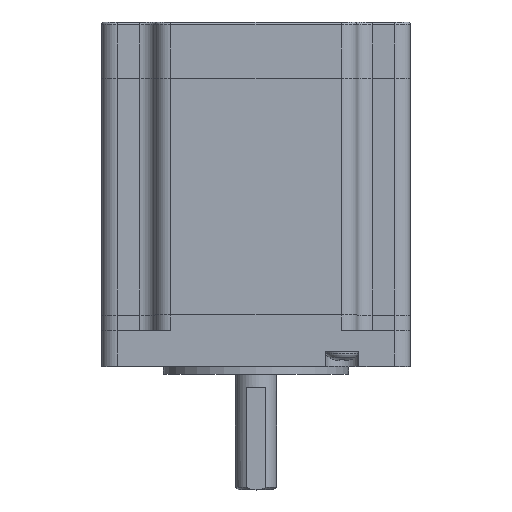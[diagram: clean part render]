
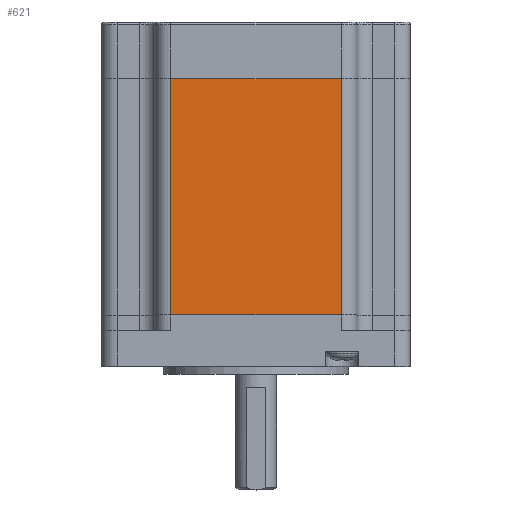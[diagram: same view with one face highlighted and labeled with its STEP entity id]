
A CAD part, top view. The second image highlights one B-rep face of the part: STEP entity #621.
In plain terms, the highlighted planar face has unit normal (0, 0, 1).
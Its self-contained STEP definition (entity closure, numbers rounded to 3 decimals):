
#621 = ADVANCED_FACE( '', ( #1310 ), #1311, .T. );
#1310 = FACE_OUTER_BOUND( '', #2064, .T. );
#1311 = PLANE( '', #2065 );
#2064 = EDGE_LOOP( '', ( #3554, #3555, #3556, #3557 ) );
#2065 = AXIS2_PLACEMENT_3D( '', #3558, #3559, #3560 );
#3554 = ORIENTED_EDGE( '', *, *, #4771, .T. );
#3555 = ORIENTED_EDGE( '', *, *, #4769, .T. );
#3556 = ORIENTED_EDGE( '', *, *, #4705, .F. );
#3557 = ORIENTED_EDGE( '', *, *, #4772, .T. );
#3558 = CARTESIAN_POINT( '', ( -19.6, -36., 30. ) );
#3559 = DIRECTION( '', ( 0., 0., 1. ) );
#3560 = DIRECTION( '', ( 1., 0., 0. ) );
#4705 = EDGE_CURVE( '', #5725, #5727, #5728, .T. );
#4769 = EDGE_CURVE( '', #5806, #5727, #5808, .T. );
#4771 = EDGE_CURVE( '', #5810, #5806, #5811, .T. );
#4772 = EDGE_CURVE( '', #5725, #5810, #5812, .F. );
#5725 = VERTEX_POINT( '', #7048 );
#5727 = VERTEX_POINT( '', #7050 );
#5728 = LINE( '', #7051, #7052 );
#5806 = VERTEX_POINT( '', #7148 );
#5808 = LINE( '', #7150, #7151 );
#5810 = VERTEX_POINT( '', #7153 );
#5811 = LINE( '', #7154, #7155 );
#5812 = LINE( '', #7156, #7157 );
#7048 = CARTESIAN_POINT( '', ( -16.6, 0., 30. ) );
#7050 = CARTESIAN_POINT( '', ( 16.6, 0., 30. ) );
#7051 = CARTESIAN_POINT( '', ( -19.6, 0., 30. ) );
#7052 = VECTOR( '', #8118, 1000. );
#7148 = CARTESIAN_POINT( '', ( 16.6, -46., 30. ) );
#7150 = CARTESIAN_POINT( '', ( 16.6, -36., 30. ) );
#7151 = VECTOR( '', #8194, 1000. );
#7153 = CARTESIAN_POINT( '', ( -16.6, -46., 30. ) );
#7154 = CARTESIAN_POINT( '', ( -19.6, -46., 30. ) );
#7155 = VECTOR( '', #8195, 1000. );
#7156 = CARTESIAN_POINT( '', ( -16.6, -36., 30. ) );
#7157 = VECTOR( '', #8196, 1000. );
#8118 = DIRECTION( '', ( 1., 0., 0. ) );
#8194 = DIRECTION( '', ( 0., 1., 0. ) );
#8195 = DIRECTION( '', ( 1., 0., 0. ) );
#8196 = DIRECTION( '', ( 0., 1., 0. ) );
